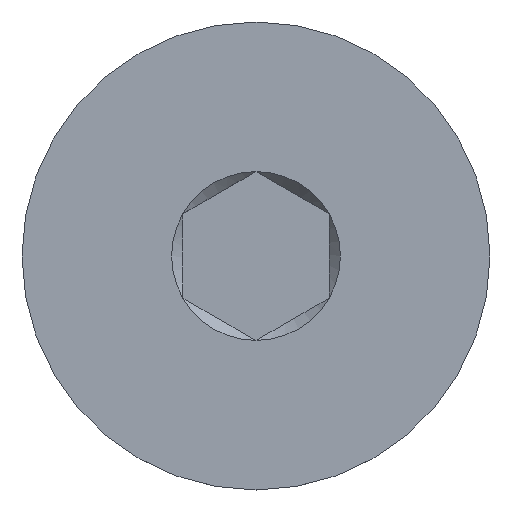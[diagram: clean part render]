
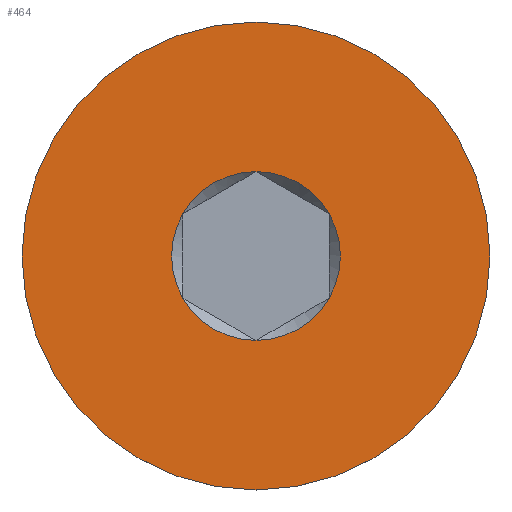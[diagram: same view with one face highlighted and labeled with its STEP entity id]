
A CAD part, top view. The second image highlights one B-rep face of the part: STEP entity #464.
In plain terms, the highlighted planar face has unit normal (0, 0, 1).
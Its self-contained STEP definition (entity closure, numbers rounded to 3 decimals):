
#17=FACE_BOUND('',#95,.T.);
#18=PLANE('',#528);
#64=FACE_OUTER_BOUND('',#94,.T.);
#94=EDGE_LOOP('',(#362,#363));
#95=EDGE_LOOP('',(#364,#365,#366,#367,#368,#369));
#123=CIRCLE('',#522,2.887);
#124=CIRCLE('',#524,8.);
#125=CIRCLE('',#525,8.);
#127=CIRCLE('',#529,2.887);
#128=CIRCLE('',#530,2.887);
#129=CIRCLE('',#531,2.887);
#130=CIRCLE('',#532,2.887);
#131=CIRCLE('',#533,2.887);
#216=VERTEX_POINT('',#1568);
#217=VERTEX_POINT('',#1569);
#218=VERTEX_POINT('',#1575);
#219=VERTEX_POINT('',#1576);
#221=VERTEX_POINT('',#1597);
#222=VERTEX_POINT('',#1599);
#223=VERTEX_POINT('',#1601);
#224=VERTEX_POINT('',#1603);
#270=EDGE_CURVE('',#216,#217,#123,.T.);
#271=EDGE_CURVE('',#218,#219,#124,.T.);
#272=EDGE_CURVE('',#219,#218,#125,.T.);
#276=EDGE_CURVE('',#217,#221,#127,.T.);
#277=EDGE_CURVE('',#221,#222,#128,.T.);
#278=EDGE_CURVE('',#222,#223,#129,.T.);
#279=EDGE_CURVE('',#223,#224,#130,.T.);
#280=EDGE_CURVE('',#224,#216,#131,.T.);
#362=ORIENTED_EDGE('',*,*,#271,.T.);
#363=ORIENTED_EDGE('',*,*,#272,.T.);
#364=ORIENTED_EDGE('',*,*,#276,.T.);
#365=ORIENTED_EDGE('',*,*,#277,.T.);
#366=ORIENTED_EDGE('',*,*,#278,.T.);
#367=ORIENTED_EDGE('',*,*,#279,.T.);
#368=ORIENTED_EDGE('',*,*,#280,.T.);
#369=ORIENTED_EDGE('',*,*,#270,.T.);
#464=ADVANCED_FACE('',(#64,#17),#18,.F.);
#522=AXIS2_PLACEMENT_3D('',#1573,#601,#602);
#524=AXIS2_PLACEMENT_3D('',#1577,#605,#606);
#525=AXIS2_PLACEMENT_3D('',#1578,#607,#608);
#528=AXIS2_PLACEMENT_3D('',#1596,#614,#615);
#529=AXIS2_PLACEMENT_3D('',#1598,#616,#617);
#530=AXIS2_PLACEMENT_3D('',#1600,#618,#619);
#531=AXIS2_PLACEMENT_3D('',#1602,#620,#621);
#532=AXIS2_PLACEMENT_3D('',#1604,#622,#623);
#533=AXIS2_PLACEMENT_3D('',#1605,#624,#625);
#601=DIRECTION('center_axis',(0.,0.,-1.));
#602=DIRECTION('ref_axis',(-1.,0.,0.));
#605=DIRECTION('center_axis',(0.,0.,1.));
#606=DIRECTION('ref_axis',(0.,-1.,0.));
#607=DIRECTION('center_axis',(0.,0.,1.));
#608=DIRECTION('ref_axis',(0.,-1.,0.));
#614=DIRECTION('center_axis',(0.,0.,-1.));
#615=DIRECTION('ref_axis',(0.,1.,0.));
#616=DIRECTION('center_axis',(0.,0.,-1.));
#617=DIRECTION('ref_axis',(-1.,0.,0.));
#618=DIRECTION('center_axis',(0.,0.,-1.));
#619=DIRECTION('ref_axis',(-1.,0.,0.));
#620=DIRECTION('center_axis',(0.,0.,-1.));
#621=DIRECTION('ref_axis',(-1.,0.,0.));
#622=DIRECTION('center_axis',(0.,0.,-1.));
#623=DIRECTION('ref_axis',(-1.,0.,0.));
#624=DIRECTION('center_axis',(0.,0.,-1.));
#625=DIRECTION('ref_axis',(-1.,0.,0.));
#1568=CARTESIAN_POINT('',(-2.5,-1.443,4.));
#1569=CARTESIAN_POINT('',(-2.5,1.443,4.));
#1573=CARTESIAN_POINT('Origin',(0.,0.,4.));
#1575=CARTESIAN_POINT('',(0.,-8.,4.));
#1576=CARTESIAN_POINT('',(0.,8.,4.));
#1577=CARTESIAN_POINT('Origin',(0.,0.,4.));
#1578=CARTESIAN_POINT('Origin',(0.,0.,4.));
#1596=CARTESIAN_POINT('Origin',(0.,0.,
4.));
#1597=CARTESIAN_POINT('',(0.,2.887,4.));
#1598=CARTESIAN_POINT('Origin',(0.,0.,4.));
#1599=CARTESIAN_POINT('',(2.5,1.443,4.));
#1600=CARTESIAN_POINT('Origin',(0.,0.,4.));
#1601=CARTESIAN_POINT('',(2.5,-1.443,4.));
#1602=CARTESIAN_POINT('Origin',(0.,0.,4.));
#1603=CARTESIAN_POINT('',(0.,-2.887,4.));
#1604=CARTESIAN_POINT('Origin',(0.,0.,4.));
#1605=CARTESIAN_POINT('Origin',(0.,0.,4.));
